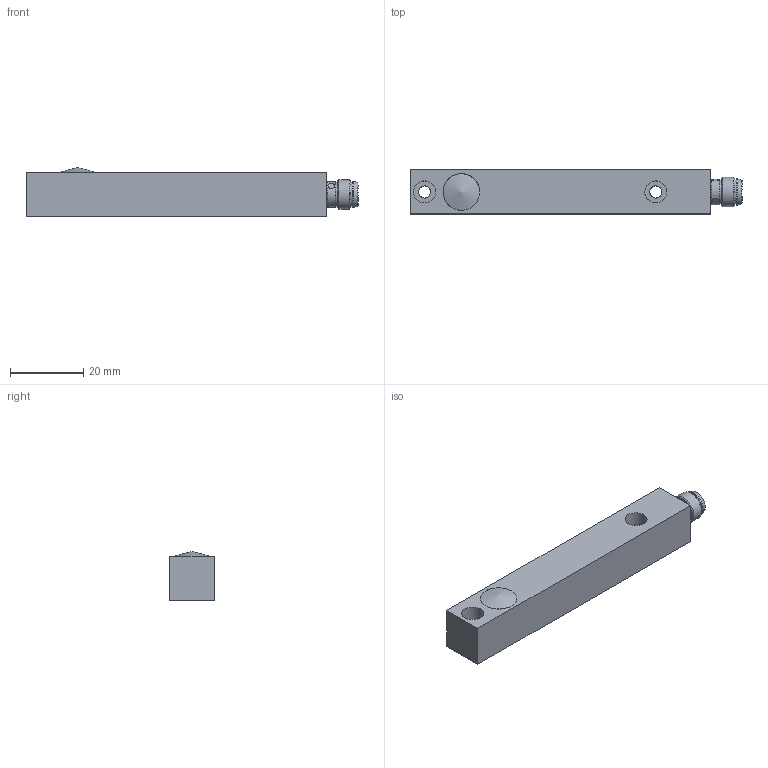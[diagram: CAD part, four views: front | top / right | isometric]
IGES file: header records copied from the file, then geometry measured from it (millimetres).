
Global section: file name: Lichtschranke OEPQ12_OSPQ12MxxxxTSSL; native system: Autodesk Inventor 2024; preprocessor: unknown; author: cf; organization: di-soric GmbH & Co. KG; date: 20240419.075402; units: millimetre
Bounding box: 90.5 x 12 x 13.33 mm (x, y, z)
Volume: 11655.9 mm3; surface area: 5115 mm2
Topology: 4 solids, 4 shells, 95 faces, 216 edges, 143 vertices
Faces by surface type: bspline 95
